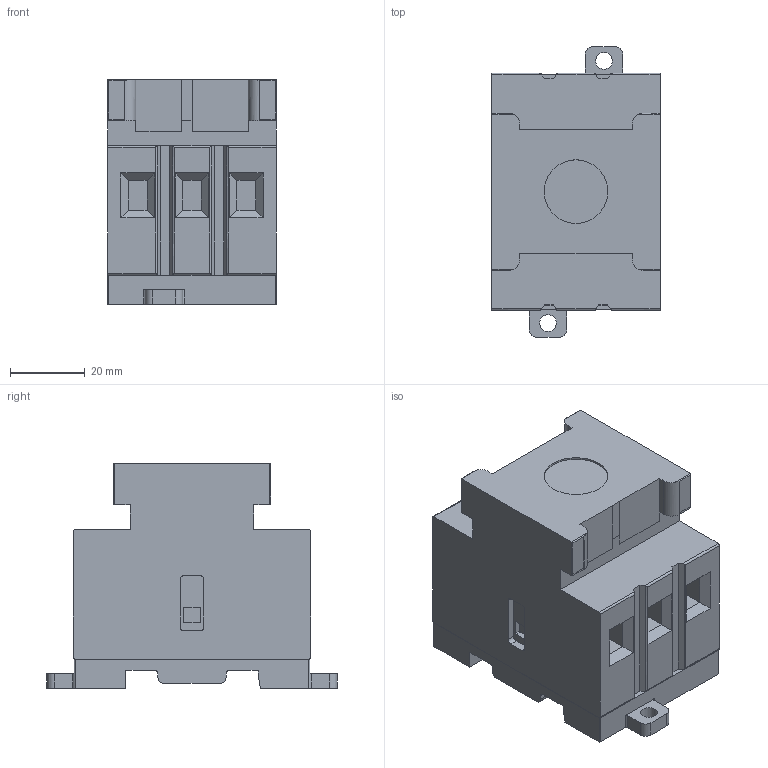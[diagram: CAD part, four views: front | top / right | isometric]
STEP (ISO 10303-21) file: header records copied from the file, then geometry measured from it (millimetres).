
FILE_DESCRIPTION(/* description */ (''),/* implementation_level */ '2;1');
FILE_NAME(/* name */ '194E-E32.prt.stp',/* time_stamp */ '2012-02-17T08:31:27+01:00',/* author */ (''),/* organization */ (''),/* preprocessor_version */ 'ST-DEVELOPER v11',/* originating_system */ 'SIEMENS PLM Software NX 7.5',/* authorisation */ '');
FILE_SCHEMA (('CONFIG_CONTROL_DESIGN'));
Length unit declared in the file: millimetre
Products named in the file (1): 194E-E32
Bounding box: 45 x 77.6 x 60.1 mm (x, y, z)
Volume: 134455.7 mm3; surface area: 28330.2 mm2
Topology: 4 solids, 4 shells, 390 faces, 1074 edges, 710 vertices
Faces by surface type: plane 277, cylinder 105, extrusion 8
Full cylindrical faces by diameter (mm): 4.5 x2, 6.3 x12, 17 x1
Entity records: 12916 total; most frequent: CARTESIAN_POINT 2899, ORIENTED_EDGE 2092, DIRECTION 1989, EDGE_CURVE 1046, VECTOR 781, LINE 773, VERTEX_POINT 697, AXIS2_PLACEMENT_3D 604
